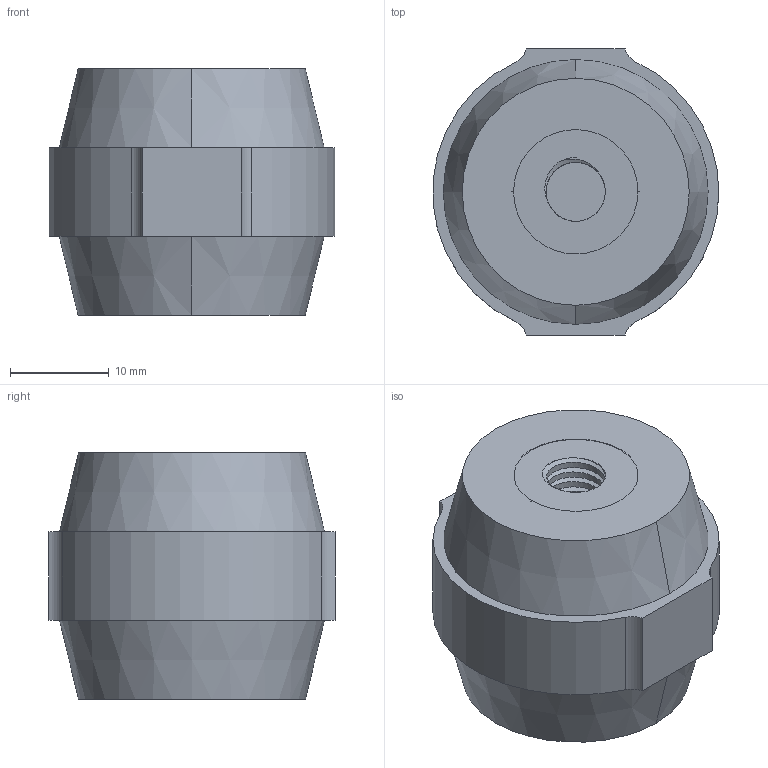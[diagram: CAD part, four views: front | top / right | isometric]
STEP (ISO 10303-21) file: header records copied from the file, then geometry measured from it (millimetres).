
FILE_DESCRIPTION (( 'STEP AP203' ), '1' );
FILE_NAME ('Èçîëÿòîðû øèííûå SM - 25 áî÷åíîê áåç áîëòà EKF PROxima.STEP', '2016-11-02T19:50:04', ( '' ), ( '' ), 'SwSTEP 2.0', 'SolidWorks 2014', '' );
FILE_SCHEMA (( 'CONFIG_CONTROL_DESIGN' ));
Length unit declared in the file: millimetre
Products named in the file (3): Èçîëÿòîðû øèííûå SM - 25 áî÷åíîê áåç áîëòà EKF PROxima; Èçîëÿòîðû øèííûå SM-25 áî÷åíîê EKF PROxima; Ì6õ10
Assembly tree (3 placements, depth 2):
  Èçîëÿòîðû øèííûå SM - 25 áî÷åíîê áåç áîëòà EKF PROxima
    Èçîëÿòîðû øèííûå SM-25 áî÷åíîê EKF PROxima
    Ì6õ10  x2
Bounding box: 28.94 x 29 x 25 mm (x, y, z)
Volume: 13063.5 mm3; surface area: 5316.8 mm2
Topology: 3 solids, 3 shells, 117 faces, 277 edges, 174 vertices
Faces by surface type: cylinder 61, torus 26, plane 16, cone 10, bspline 4
Entity records: 4091 total; most frequent: CARTESIAN_POINT 1971, DIRECTION 408, ORIENTED_EDGE 370, EDGE_CURVE 185, AXIS2_PLACEMENT_3D 178, VERTEX_POINT 116, CIRCLE 94, EDGE_LOOP 89
